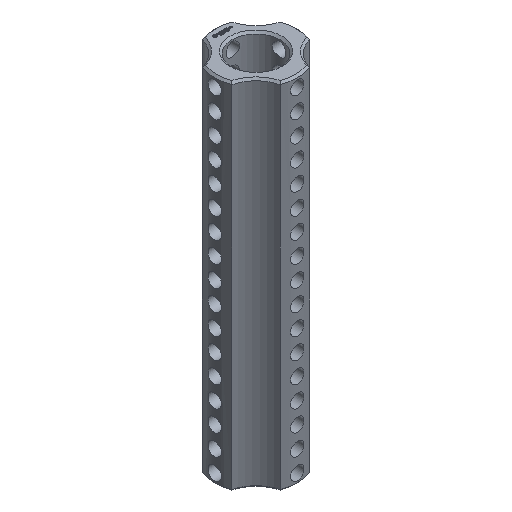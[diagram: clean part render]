
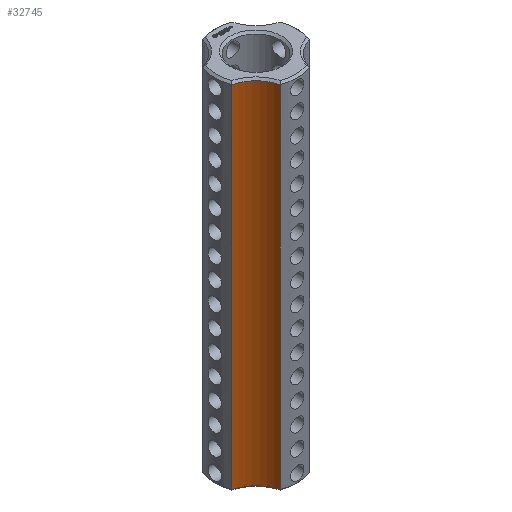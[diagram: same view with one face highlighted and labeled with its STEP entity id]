
A CAD part, isometric view. The second image highlights one B-rep face of the part: STEP entity #32745.
In plain terms, the highlighted cylindrical face has radius 5 mm (diameter 10 mm), a partial arc.
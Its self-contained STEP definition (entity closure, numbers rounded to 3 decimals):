
#3776 = CYLINDRICAL_SURFACE('',#3777,6.25);
#3777 = AXIS2_PLACEMENT_3D('',#3778,#3779,#3780);
#3778 = CARTESIAN_POINT('',(0.,0.,0.));
#3779 = DIRECTION('',(-0.,-0.,-1.));
#3780 = DIRECTION('',(1.,0.,0.));
#8161 = EDGE_CURVE('',#8162,#8164,#8166,.T.);
#8162 = VERTEX_POINT('',#8163);
#8163 = CARTESIAN_POINT('',(-2.225,-5.841,0.3));
#8164 = VERTEX_POINT('',#8165);
#8165 = CARTESIAN_POINT('',(-2.225,-5.841,52.825));
#8166 = SURFACE_CURVE('',#8167,(#8171,#8178),.PCURVE_S1.);
#8167 = LINE('',#8168,#8169);
#8168 = CARTESIAN_POINT('',(-2.225,-5.841,0.));
#8169 = VECTOR('',#8170,1.);
#8170 = DIRECTION('',(0.,0.,1.));
#8171 = PCURVE('',#3776,#8172);
#8172 = DEFINITIONAL_REPRESENTATION('',(#8173),#8177);
#8173 = LINE('',#8174,#8175);
#8174 = CARTESIAN_POINT('',(-4.348,0.));
#8175 = VECTOR('',#8176,1.);
#8176 = DIRECTION('',(-0.,-1.));
#8177 = ( GEOMETRIC_REPRESENTATION_CONTEXT(2) 
PARAMETRIC_REPRESENTATION_CONTEXT() REPRESENTATION_CONTEXT('2D SPACE',''
  ) );
#8178 = PCURVE('',#8179,#8184);
#8179 = CYLINDRICAL_SURFACE('',#8180,5.);
#8180 = AXIS2_PLACEMENT_3D('',#8181,#8182,#8183);
#8181 = CARTESIAN_POINT('',(-7.071,-7.071,0.));
#8182 = DIRECTION('',(-0.,-0.,-1.));
#8183 = DIRECTION('',(1.,0.,0.));
#8184 = DEFINITIONAL_REPRESENTATION('',(#8185),#8189);
#8185 = LINE('',#8186,#8187);
#8186 = CARTESIAN_POINT('',(-0.249,0.));
#8187 = VECTOR('',#8188,1.);
#8188 = DIRECTION('',(-0.,-1.));
#8189 = ( GEOMETRIC_REPRESENTATION_CONTEXT(2) 
PARAMETRIC_REPRESENTATION_CONTEXT() REPRESENTATION_CONTEXT('2D SPACE',''
  ) );
#11053 = CONICAL_SURFACE('',#11054,5.,0.785);
#11054 = AXIS2_PLACEMENT_3D('',#11055,#11056,#11057);
#11055 = CARTESIAN_POINT('',(-7.071,-7.071,0.3));
#11056 = DIRECTION('',(-0.,-0.,-1.));
#11057 = DIRECTION('',(0.969,0.246,0.));
#11285 = CONICAL_SURFACE('',#11286,5.,0.785);
#11286 = AXIS2_PLACEMENT_3D('',#11287,#11288,#11289);
#11287 = CARTESIAN_POINT('',(-7.071,-7.071,52.825));
#11288 = DIRECTION('',(0.,0.,1.));
#11289 = DIRECTION('',(0.969,0.246,0.));
#32745 = ADVANCED_FACE('',(#32746),#8179,.F.);
#32746 = FACE_BOUND('',#32747,.T.);
#32747 = EDGE_LOOP('',(#32748,#32749,#32773,#32801));
#32748 = ORIENTED_EDGE('',*,*,#8161,.T.);
#32749 = ORIENTED_EDGE('',*,*,#32750,.T.);
#32750 = EDGE_CURVE('',#8164,#32751,#32753,.T.);
#32751 = VERTEX_POINT('',#32752);
#32752 = CARTESIAN_POINT('',(-5.841,-2.225,52.825));
#32753 = SURFACE_CURVE('',#32754,(#32759,#32766),.PCURVE_S1.);
#32754 = CIRCLE('',#32755,5.);
#32755 = AXIS2_PLACEMENT_3D('',#32756,#32757,#32758);
#32756 = CARTESIAN_POINT('',(-7.071,-7.071,52.825));
#32757 = DIRECTION('',(0.,-0.,1.));
#32758 = DIRECTION('',(0.969,0.246,0.));
#32759 = PCURVE('',#8179,#32760);
#32760 = DEFINITIONAL_REPRESENTATION('',(#32761),#32765);
#32761 = LINE('',#32762,#32763);
#32762 = CARTESIAN_POINT('',(-0.249,-52.825));
#32763 = VECTOR('',#32764,1.);
#32764 = DIRECTION('',(-1.,0.));
#32765 = ( GEOMETRIC_REPRESENTATION_CONTEXT(2) 
PARAMETRIC_REPRESENTATION_CONTEXT() REPRESENTATION_CONTEXT('2D SPACE',''
  ) );
#32766 = PCURVE('',#11285,#32767);
#32767 = DEFINITIONAL_REPRESENTATION('',(#32768),#32772);
#32768 = LINE('',#32769,#32770);
#32769 = CARTESIAN_POINT('',(0.,0.));
#32770 = VECTOR('',#32771,1.);
#32771 = DIRECTION('',(1.,0.));
#32772 = ( GEOMETRIC_REPRESENTATION_CONTEXT(2) 
PARAMETRIC_REPRESENTATION_CONTEXT() REPRESENTATION_CONTEXT('2D SPACE',''
  ) );
#32773 = ORIENTED_EDGE('',*,*,#32774,.F.);
#32774 = EDGE_CURVE('',#32775,#32751,#32777,.T.);
#32775 = VERTEX_POINT('',#32776);
#32776 = CARTESIAN_POINT('',(-5.841,-2.225,0.3));
#32777 = SURFACE_CURVE('',#32778,(#32782,#32789),.PCURVE_S1.);
#32778 = LINE('',#32779,#32780);
#32779 = CARTESIAN_POINT('',(-5.841,-2.225,0.));
#32780 = VECTOR('',#32781,1.);
#32781 = DIRECTION('',(0.,0.,1.));
#32782 = PCURVE('',#8179,#32783);
#32783 = DEFINITIONAL_REPRESENTATION('',(#32784),#32788);
#32784 = LINE('',#32785,#32786);
#32785 = CARTESIAN_POINT('',(-1.322,0.));
#32786 = VECTOR('',#32787,1.);
#32787 = DIRECTION('',(-0.,-1.));
#32788 = ( GEOMETRIC_REPRESENTATION_CONTEXT(2) 
PARAMETRIC_REPRESENTATION_CONTEXT() REPRESENTATION_CONTEXT('2D SPACE',''
  ) );
#32789 = PCURVE('',#32790,#32795);
#32790 = CYLINDRICAL_SURFACE('',#32791,6.25);
#32791 = AXIS2_PLACEMENT_3D('',#32792,#32793,#32794);
#32792 = CARTESIAN_POINT('',(0.,0.,0.));
#32793 = DIRECTION('',(-0.,-0.,-1.));
#32794 = DIRECTION('',(1.,0.,0.));
#32795 = DEFINITIONAL_REPRESENTATION('',(#32796),#32800);
#32796 = LINE('',#32797,#32798);
#32797 = CARTESIAN_POINT('',(-3.506,0.));
#32798 = VECTOR('',#32799,1.);
#32799 = DIRECTION('',(-0.,-1.));
#32800 = ( GEOMETRIC_REPRESENTATION_CONTEXT(2) 
PARAMETRIC_REPRESENTATION_CONTEXT() REPRESENTATION_CONTEXT('2D SPACE',''
  ) );
#32801 = ORIENTED_EDGE('',*,*,#32802,.F.);
#32802 = EDGE_CURVE('',#8162,#32775,#32803,.T.);
#32803 = SURFACE_CURVE('',#32804,(#32809,#32816),.PCURVE_S1.);
#32804 = CIRCLE('',#32805,5.);
#32805 = AXIS2_PLACEMENT_3D('',#32806,#32807,#32808);
#32806 = CARTESIAN_POINT('',(-7.071,-7.071,0.3));
#32807 = DIRECTION('',(0.,-0.,1.));
#32808 = DIRECTION('',(0.969,0.246,0.));
#32809 = PCURVE('',#8179,#32810);
#32810 = DEFINITIONAL_REPRESENTATION('',(#32811),#32815);
#32811 = LINE('',#32812,#32813);
#32812 = CARTESIAN_POINT('',(-0.249,-0.3));
#32813 = VECTOR('',#32814,1.);
#32814 = DIRECTION('',(-1.,0.));
#32815 = ( GEOMETRIC_REPRESENTATION_CONTEXT(2) 
PARAMETRIC_REPRESENTATION_CONTEXT() REPRESENTATION_CONTEXT('2D SPACE',''
  ) );
#32816 = PCURVE('',#11053,#32817);
#32817 = DEFINITIONAL_REPRESENTATION('',(#32818),#32822);
#32818 = LINE('',#32819,#32820);
#32819 = CARTESIAN_POINT('',(-0.,0.));
#32820 = VECTOR('',#32821,1.);
#32821 = DIRECTION('',(-1.,0.));
#32822 = ( GEOMETRIC_REPRESENTATION_CONTEXT(2) 
PARAMETRIC_REPRESENTATION_CONTEXT() REPRESENTATION_CONTEXT('2D SPACE',''
  ) );
